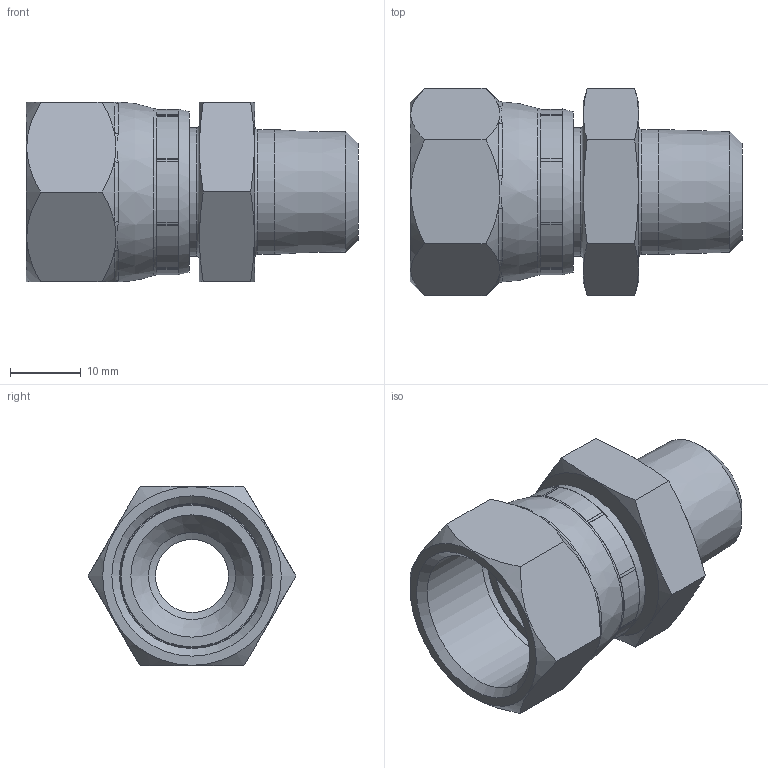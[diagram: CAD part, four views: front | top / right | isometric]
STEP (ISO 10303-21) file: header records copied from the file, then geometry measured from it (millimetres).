
FILE_DESCRIPTION(/* description */ (''),/* implementation_level */ '2;1');
FILE_NAME(/* name */ '10-6 F6X.stp',/* time_stamp */ '2017-04-27T15:24:58-04:00',/* author */ ('524488'),/* organization */ (''),/* preprocessor_version */ 'ST-DEVELOPER v16.1',/* originating_system */ 'Autodesk Inventor 2016',/* authorisation */ '');
FILE_SCHEMA (('AUTOMOTIVE_DESIGN { 1 0 10303 214 3 1 1 }'));
Length unit declared in the file: inch
Products named in the file (3): 10-6 F6X; 10 CN_Lib; 10-6 F6X_1
Assembly tree (2 placements, depth 2):
  10-6 F6X_1
    10-6 F6X
    10 CN_Lib
Bounding box: 46.88 x 29.33 x 25.4 mm (x, y, z)
Volume: 11885.4 mm3; surface area: 8012.5 mm2
Topology: 2 solids, 2 shells, 117 faces, 274 edges, 153 vertices
Faces by surface type: plane 52, cylinder 23, cone 17, bspline 13, torus 12
Full cylindrical faces by diameter (mm): 10.312 x1, 12.294 x1, 17.648 x1, 18.098 x1, 18.466 x1, 20.231 x1, 20.485 x1
Entity records: 3397 total; most frequent: CARTESIAN_POINT 963, DIRECTION 500, ORIENTED_EDGE 468, EDGE_CURVE 234, AXIS2_PLACEMENT_3D 212, EDGE_LOOP 149, VERTEX_POINT 149, FACE_OUTER_BOUND 117
